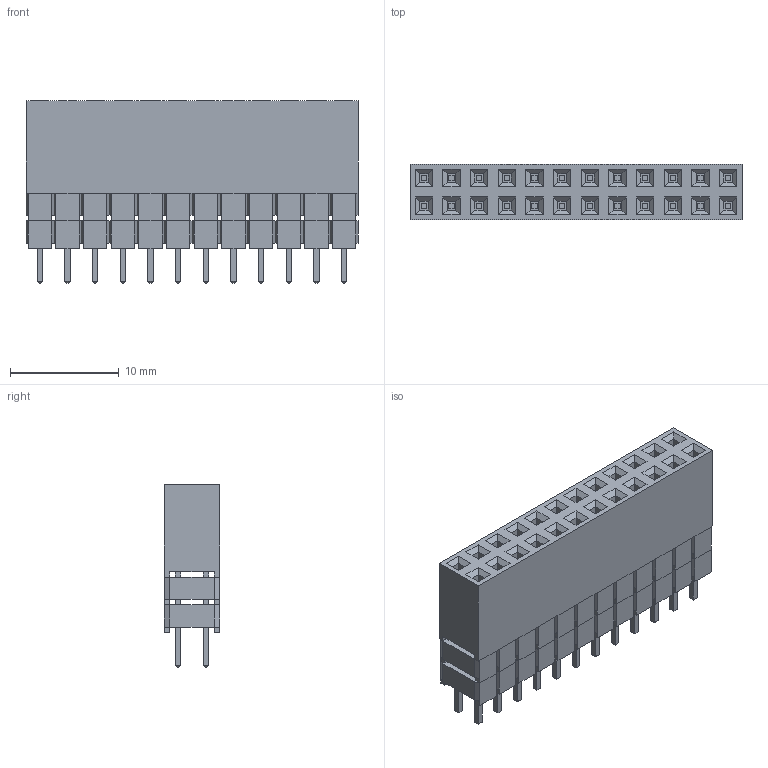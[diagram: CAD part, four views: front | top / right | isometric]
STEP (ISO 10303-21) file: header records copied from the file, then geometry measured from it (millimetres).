
FILE_DESCRIPTION(('FreeCAD Model'),'2;1');
FILE_NAME('Socket_Strip_Straight_L13.6_P2.5_02x12.step','2019-08-27T03:05:28',('Author'),(''), 'Open CASCADE STEP processor 6.8','FreeCAD','Unknown');
FILE_SCHEMA(('AUTOMOTIVE_DESIGN { 1 0 10303 214 1 1 1 1 }'));
Length unit declared in the file: millimetre
Products named in the file (1): Socket_Strip_Straight_L13.6_P2.5_02x12
Bounding box: 30.48 x 5.08 x 16.78 mm (x, y, z)
Volume: 1821 mm3; surface area: 2599.8 mm2
Topology: 1 solids, 1 shells, 1094 faces, 2694 edges, 1604 vertices
Faces by surface type: plane 1094
Entity records: 38834 total; most frequent: CARTESIAN_POINT 5393, ORIENTED_EDGE 5388, DIRECTION 4884, EDGE_CURVE 2694, LINE 2694, VECTOR 2694, VERTEX_POINT 1604, FACE_BOUND 1262
